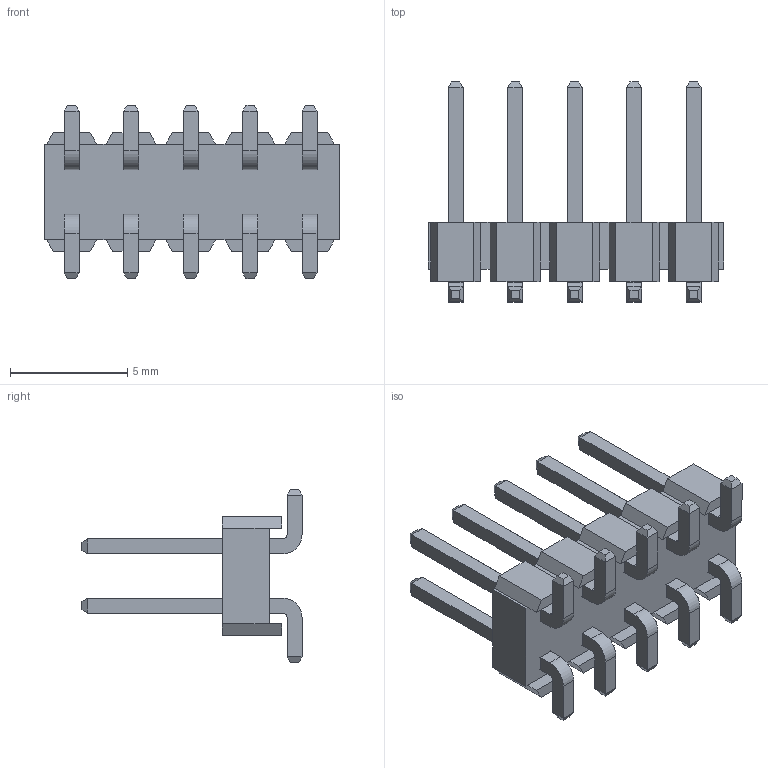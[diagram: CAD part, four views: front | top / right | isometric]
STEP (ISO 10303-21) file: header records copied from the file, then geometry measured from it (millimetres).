
FILE_DESCRIPTION (( 'STEP AP203' ), '1' );
FILE_NAME ('CH8110xM100-00-NH.STEP', '2018-08-09T07:12:39', ( '' ), ( '' ), 'SwSTEP 2.0', 'SolidWorks 2017', '' );
FILE_SCHEMA (( 'CONFIG_CONTROL_DESIGN' ));
Length unit declared in the file: millimetre
Products named in the file (3): CH84-M00; CH81 BASE xx_10; CH8110xM100-00-NH
Assembly tree (11 placements, depth 2):
  CH8110xM100-00-NH
    CH81 BASE xx_10
    CH84-M00  x10
Bounding box: 12.64 x 9.4 x 7.4 mm (x, y, z)
Volume: 163.9 mm3; surface area: 559.6 mm2
Topology: 11 solids, 11 shells, 286 faces, 692 edges, 428 vertices
Faces by surface type: plane 266, cylinder 20
Entity records: 4389 total; most frequent: CARTESIAN_POINT 682, ORIENTED_EDGE 664, DIRECTION 612, EDGE_CURVE 332, LINE 328, VECTOR 328, VERTEX_POINT 212, EDGE_LOOP 144
